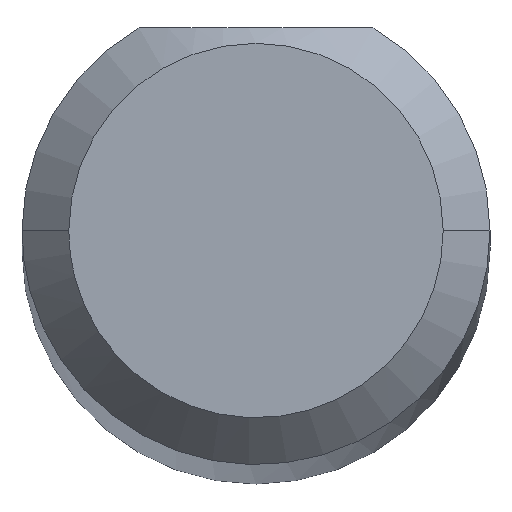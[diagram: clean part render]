
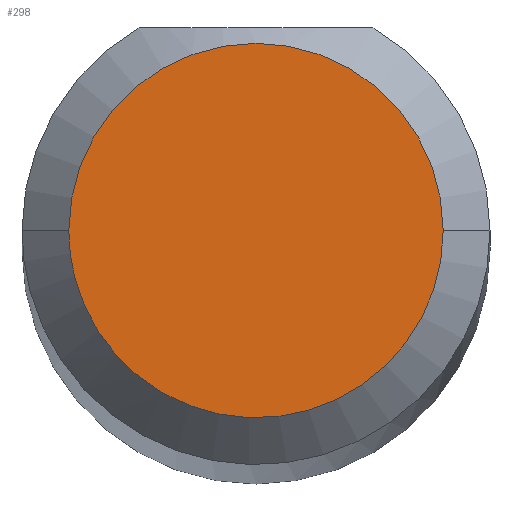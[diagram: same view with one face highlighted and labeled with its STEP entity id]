
A CAD part, top view. The second image highlights one B-rep face of the part: STEP entity #298.
In plain terms, the highlighted planar face has unit normal (0, 0, 1).
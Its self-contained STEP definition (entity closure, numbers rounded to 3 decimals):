
#78=AXIS2_PLACEMENT_3D('Circle Axis2P3D',#76,#77,$) ;
#269=AXIS2_PLACEMENT_3D('Plane Axis2P3D',#266,#267,#268) ;
#76=CARTESIAN_POINT('Axis2P3D Location',(0.,0.,152.4)) ;
#80=CARTESIAN_POINT('Vertex',(-5.08,0.,152.4)) ;
#82=CARTESIAN_POINT('Vertex',(5.08,0.,152.4)) ;
#266=CARTESIAN_POINT('Axis2P3D Location',(0.,0.,152.4)) ;
#272=CARTESIAN_POINT('Control Point',(5.08,0.,152.4)) ;
#273=CARTESIAN_POINT('Control Point',(5.08,-0.552,152.4)) ;
#274=CARTESIAN_POINT('Control Point',(5.005,-1.104,152.4)) ;
#275=CARTESIAN_POINT('Control Point',(4.855,-1.643,152.4)) ;
#276=CARTESIAN_POINT('Control Point',(4.412,-2.665,152.4)) ;
#277=CARTESIAN_POINT('Control Point',(3.713,-3.533,152.4)) ;
#278=CARTESIAN_POINT('Control Point',(3.306,-3.916,152.4)) ;
#279=CARTESIAN_POINT('Control Point',(2.399,-4.563,152.4)) ;
#280=CARTESIAN_POINT('Control Point',(1.352,-4.944,152.4)) ;
#281=CARTESIAN_POINT('Control Point',(0.805,-5.062,152.4)) ;
#282=CARTESIAN_POINT('Control Point',(-0.306,-5.146,152.4)) ;
#283=CARTESIAN_POINT('Control Point',(-1.399,-4.931,152.4)) ;
#284=CARTESIAN_POINT('Control Point',(-1.928,-4.749,152.4)) ;
#285=CARTESIAN_POINT('Control Point',(-2.923,-4.247,152.4)) ;
#286=CARTESIAN_POINT('Control Point',(-3.747,-3.497,152.4)) ;
#287=CARTESIAN_POINT('Control Point',(-4.106,-3.068,152.4)) ;
#288=CARTESIAN_POINT('Control Point',(-4.633,-2.227,152.4)) ;
#289=CARTESIAN_POINT('Control Point',(-4.943,-1.288,152.4)) ;
#290=CARTESIAN_POINT('Control Point',(-5.034,-0.863,152.4)) ;
#291=CARTESIAN_POINT('Control Point',(-5.08,-0.431,152.4)) ;
#292=CARTESIAN_POINT('Control Point',(-5.08,0.,152.4)) ;
#77=DIRECTION('Axis2P3D Direction',(0.,0.,-1.)) ;
#267=DIRECTION('Axis2P3D Direction',(0.,0.,1.)) ;
#268=DIRECTION('Axis2P3D XDirection',(1.,0.,0.)) ;
#295=ORIENTED_EDGE('',*,*,#84,.F.) ;
#296=ORIENTED_EDGE('',*,*,#293,.F.) ;
#298=ADVANCED_FACE('Extrude7',(#297),#270,.T.) ;
#271=B_SPLINE_CURVE_WITH_KNOTS('',5,(#272,#273,#274,#275,#276,#277,#278,#279,#280,#281,#282,#283,#284,#285,#286,#287,#288,#289,#290,#291,#292),.UNSPECIFIED.,.F.,.U.,(6,3,3,3,3,3,6),(0.,3.904,7.808,11.711,15.615,19.519,22.57),.UNSPECIFIED.) ;
#79=CIRCLE('generated circle',#78,5.08) ;
#84=EDGE_CURVE('',#81,#83,#79,.T.) ;
#293=EDGE_CURVE('',#83,#81,#271,.T.) ;
#294=EDGE_LOOP('',(#295,#296)) ;
#297=FACE_OUTER_BOUND('',#294,.T.) ;
#270=PLANE('',#269) ;
#81=VERTEX_POINT('',#80) ;
#83=VERTEX_POINT('',#82) ;
